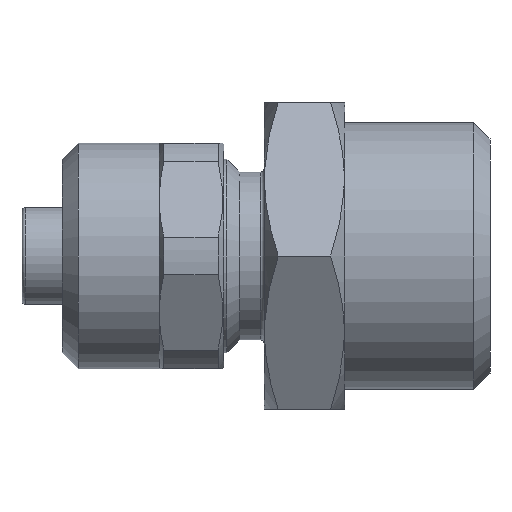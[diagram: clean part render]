
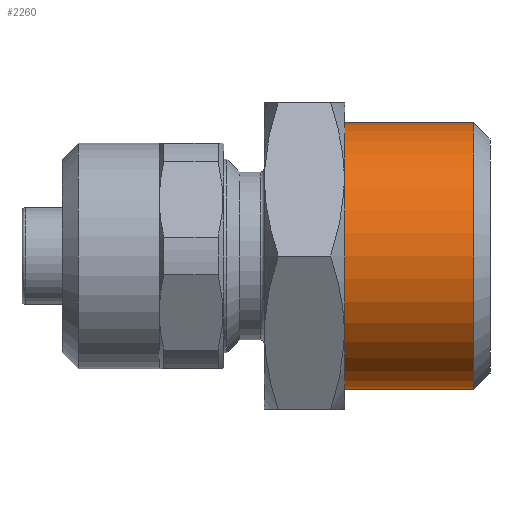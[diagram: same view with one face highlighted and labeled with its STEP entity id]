
A CAD part, left-side view. The second image highlights one B-rep face of the part: STEP entity #2260.
In plain terms, the highlighted cylindrical face has radius 8.25 mm (diameter 16.5 mm), a partial arc.
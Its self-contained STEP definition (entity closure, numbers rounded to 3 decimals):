
#19 = FACE_OUTER_BOUND ( 'NONE', #1439, .T. ) ;
#26 = CYLINDRICAL_SURFACE ( 'NONE', #593, 8.25 ) ;
#140 = EDGE_CURVE ( 'NONE', #2222, #2221, #823, .T. ) ;
#141 = EDGE_CURVE ( 'NONE', #2223, #2224, #821, .T. ) ;
#280 = EDGE_CURVE ( 'NONE', #2222, #2223, #1522, .T. ) ;
#283 = EDGE_CURVE ( 'NONE', #2221, #2224, #1523, .T. ) ;
#593 = AXIS2_PLACEMENT_3D ( 'NONE', #914, #915, #916 ) ;
#731 = VECTOR ( 'NONE', #1149, 1000. ) ;
#745 = VECTOR ( 'NONE', #1157, 1000. ) ;
#760 = ORIENTED_EDGE ( 'NONE', *, *, #141, .F. ) ;
#762 = ORIENTED_EDGE ( 'NONE', *, *, #140, .T. ) ;
#763 = ORIENTED_EDGE ( 'NONE', *, *, #280, .F. ) ;
#764 = ORIENTED_EDGE ( 'NONE', *, *, #283, .T. ) ;
#820 = AXIS2_PLACEMENT_3D ( 'NONE', #1754, #1755, #1756 ) ;
#821 = CIRCLE ( 'NONE', #820, 8.25 ) ;
#822 = AXIS2_PLACEMENT_3D ( 'NONE', #1751, #1752, #1753 ) ;
#823 = CIRCLE ( 'NONE', #822, 8.25 ) ;
#914 = CARTESIAN_POINT ( 'NONE',  ( 0., -8.621, 0. ) ) ;
#915 = DIRECTION ( 'NONE',  ( 0., -1., 0. ) ) ;
#916 = DIRECTION ( 'NONE',  ( 0., 0., -1. ) ) ;
#1060 = CARTESIAN_POINT ( 'NONE',  ( 0., 9., -8.25 ) ) ;
#1061 = CARTESIAN_POINT ( 'NONE',  ( 0., 9., 8.25 ) ) ;
#1062 = CARTESIAN_POINT ( 'NONE',  ( 0., 1., 8.25 ) ) ;
#1063 = CARTESIAN_POINT ( 'NONE',  ( 0., 1., -8.25 ) ) ;
#1148 = CARTESIAN_POINT ( 'NONE',  ( 0., -8.621, 8.25 ) ) ;
#1149 = DIRECTION ( 'NONE',  ( 0., -1., 0. ) ) ;
#1156 = CARTESIAN_POINT ( 'NONE',  ( 0., -8.621, -8.25 ) ) ;
#1157 = DIRECTION ( 'NONE',  ( 0., -1., 0. ) ) ;
#1439 = EDGE_LOOP ( 'NONE', ( #763, #762, #764, #760 ) ) ;
#1522 = LINE ( 'NONE', #1148, #731 ) ;
#1523 = LINE ( 'NONE', #1156, #745 ) ;
#1751 = CARTESIAN_POINT ( 'NONE',  ( 0., 9., 0. ) ) ;
#1752 = DIRECTION ( 'NONE',  ( 0., -1., 0. ) ) ;
#1753 = DIRECTION ( 'NONE',  ( 0., 0., -1. ) ) ;
#1754 = CARTESIAN_POINT ( 'NONE',  ( 0., 1., 0. ) ) ;
#1755 = DIRECTION ( 'NONE',  ( 0., -1., 0. ) ) ;
#1756 = DIRECTION ( 'NONE',  ( 0., 0., -1. ) ) ;
#2221 = VERTEX_POINT ( 'NONE', #1060 ) ;
#2222 = VERTEX_POINT ( 'NONE', #1061 ) ;
#2223 = VERTEX_POINT ( 'NONE', #1062 ) ;
#2224 = VERTEX_POINT ( 'NONE', #1063 ) ;
#2260 = ADVANCED_FACE ( 'NONE', ( #19 ), #26, .T. ) ;
